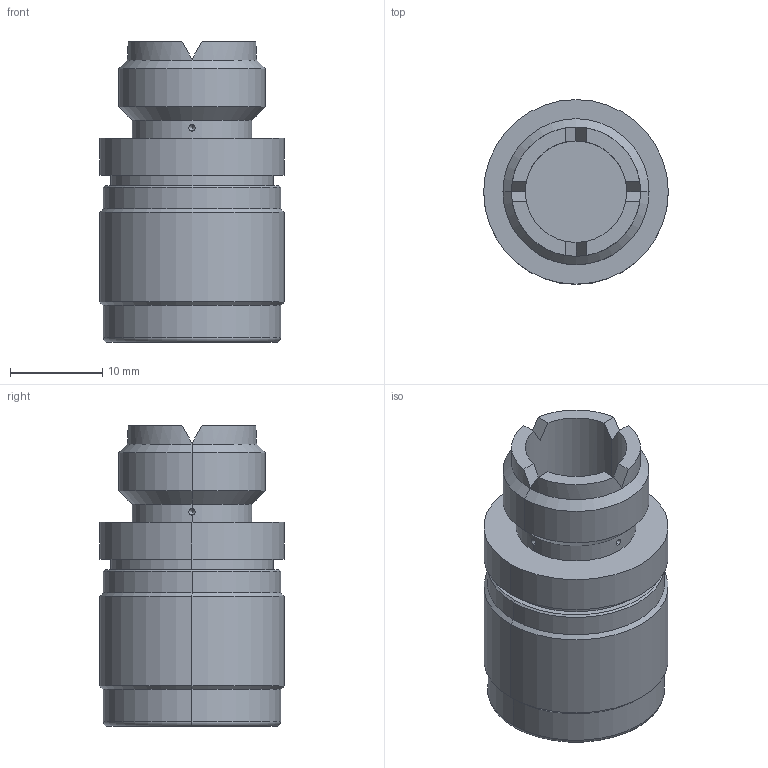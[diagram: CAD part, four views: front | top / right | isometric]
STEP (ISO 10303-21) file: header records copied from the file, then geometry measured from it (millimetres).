
FILE_DESCRIPTION (( 'STEP AP214' ), '1' );
FILE_NAME ('J01043A0832.STEP', '2018-11-19T08:56:30', ( '' ), ( '' ), 'SwSTEP 2.0', 'SolidWorks 2017', '' );
FILE_SCHEMA (( 'AUTOMOTIVE_DESIGN' ));
Length unit declared in the file: millimetre
Products named in the file (1): J01043A0832
Bounding box: 20 x 20 x 32.6 mm (x, y, z)
Volume: 6387.1 mm3; surface area: 3290.1 mm2
Topology: 1 solids, 1 shells, 58 faces, 134 edges, 76 vertices
Faces by surface type: cylinder 20, cone 18, plane 18, torus 2
Entity records: 1702 total; most frequent: CARTESIAN_POINT 381, DIRECTION 270, ORIENTED_EDGE 252, EDGE_CURVE 126, AXIS2_PLACEMENT_3D 109, VERTEX_POINT 76, EDGE_LOOP 64, ADVANCED_FACE 58
